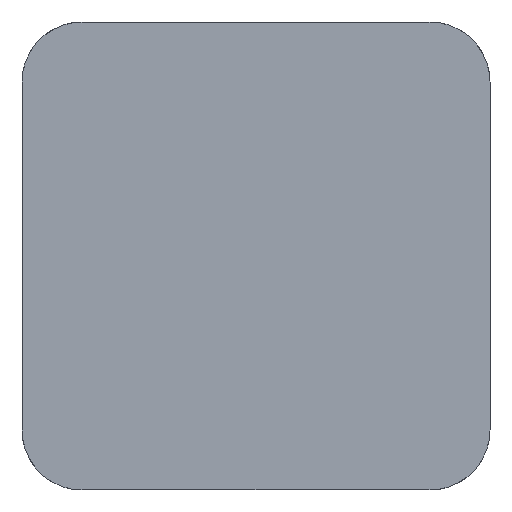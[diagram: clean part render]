
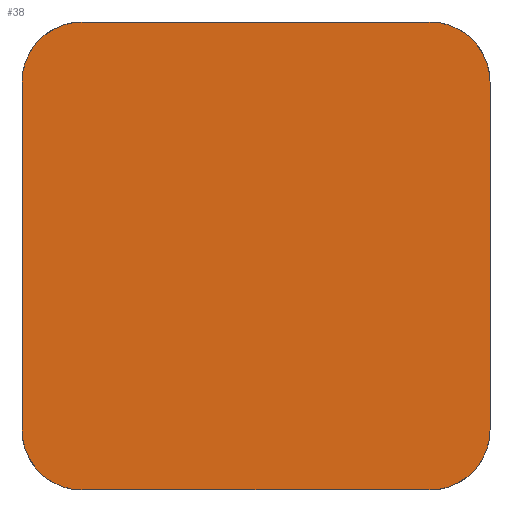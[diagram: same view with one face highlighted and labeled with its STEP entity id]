
A CAD part, left-side view. The second image highlights one B-rep face of the part: STEP entity #38.
In plain terms, the highlighted planar face has unit normal (-1, 0, 0).
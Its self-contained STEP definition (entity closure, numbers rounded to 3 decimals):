
#38=ADVANCED_FACE($,(#127),#1193,.T.);
#127=FACE_OUTER_BOUND($,#216,.T.);
#216=EDGE_LOOP($,(#312,#313,#314,#315,#316,#317,#318,#319,#320,#321,#322,
#323));
#312=ORIENTED_EDGE($,*,*,#727,.T.);
#313=ORIENTED_EDGE($,*,*,#728,.T.);
#314=ORIENTED_EDGE($,*,*,#729,.T.);
#315=ORIENTED_EDGE($,*,*,#730,.T.);
#316=ORIENTED_EDGE($,*,*,#731,.T.);
#317=ORIENTED_EDGE($,*,*,#732,.T.);
#318=ORIENTED_EDGE($,*,*,#733,.T.);
#319=ORIENTED_EDGE($,*,*,#734,.T.);
#320=ORIENTED_EDGE($,*,*,#735,.T.);
#321=ORIENTED_EDGE($,*,*,#736,.T.);
#322=ORIENTED_EDGE($,*,*,#737,.T.);
#323=ORIENTED_EDGE($,*,*,#738,.T.);
#727=EDGE_CURVE($,#964,#965,#1384,.T.);
#728=EDGE_CURVE($,#965,#966,#1214,.T.);
#729=EDGE_CURVE($,#966,#967,#1385,.T.);
#730=EDGE_CURVE($,#967,#968,#1386,.T.);
#731=EDGE_CURVE($,#968,#969,#1387,.T.);
#732=EDGE_CURVE($,#969,#970,#1215,.T.);
#733=EDGE_CURVE($,#970,#971,#1388,.T.);
#734=EDGE_CURVE($,#971,#972,#1216,.T.);
#735=EDGE_CURVE($,#972,#973,#1389,.T.);
#736=EDGE_CURVE($,#973,#974,#1390,.T.);
#737=EDGE_CURVE($,#974,#975,#1391,.T.);
#738=EDGE_CURVE($,#975,#964,#1217,.T.);
#964=VERTEX_POINT($,#1833);
#965=VERTEX_POINT($,#1834);
#966=VERTEX_POINT($,#1835);
#967=VERTEX_POINT($,#1836);
#968=VERTEX_POINT($,#1837);
#969=VERTEX_POINT($,#1838);
#970=VERTEX_POINT($,#1839);
#971=VERTEX_POINT($,#1840);
#972=VERTEX_POINT($,#1841);
#973=VERTEX_POINT($,#1842);
#974=VERTEX_POINT($,#1843);
#975=VERTEX_POINT($,#1844);
#1193=PLANE($,#1541);
#1214=(
BOUNDED_CURVE()
B_SPLINE_CURVE(2,(#1597,#1598,#1599),.UNSPECIFIED.,.F.,.F.)
B_SPLINE_CURVE_WITH_KNOTS((3,3),(-15.708,0.),.UNSPECIFIED.)
CURVE()
GEOMETRIC_REPRESENTATION_ITEM()
RATIONAL_B_SPLINE_CURVE((1.,0.707,1.))
REPRESENTATION_ITEM($)
);
#1215=(
BOUNDED_CURVE()
B_SPLINE_CURVE(2,(#1606,#1607,#1608),.UNSPECIFIED.,.F.,.F.)
B_SPLINE_CURVE_WITH_KNOTS((3,3),(-15.708,0.),.UNSPECIFIED.)
CURVE()
GEOMETRIC_REPRESENTATION_ITEM()
RATIONAL_B_SPLINE_CURVE((1.,0.707,1.))
REPRESENTATION_ITEM($)
);
#1216=(
BOUNDED_CURVE()
B_SPLINE_CURVE(2,(#1611,#1612,#1613),.UNSPECIFIED.,.F.,.F.)
B_SPLINE_CURVE_WITH_KNOTS((3,3),(-15.708,0.),.UNSPECIFIED.)
CURVE()
GEOMETRIC_REPRESENTATION_ITEM()
RATIONAL_B_SPLINE_CURVE((1.,0.707,1.))
REPRESENTATION_ITEM($)
);
#1217=(
BOUNDED_CURVE()
B_SPLINE_CURVE(2,(#1620,#1621,#1622),.UNSPECIFIED.,.F.,.F.)
B_SPLINE_CURVE_WITH_KNOTS((3,3),(-15.708,0.),.UNSPECIFIED.)
CURVE()
GEOMETRIC_REPRESENTATION_ITEM()
RATIONAL_B_SPLINE_CURVE((1.,0.707,1.))
REPRESENTATION_ITEM($)
);
#1384=B_SPLINE_CURVE_WITH_KNOTS($,1,(#1595,#1596),.UNSPECIFIED.,.F.,.F.,
(2,2),(-58.,0.),.UNSPECIFIED.);
#1385=B_SPLINE_CURVE_WITH_KNOTS($,1,(#1600,#1601),.UNSPECIFIED.,.F.,.F.,
(2,2),(-24.45,0.),.UNSPECIFIED.);
#1386=B_SPLINE_CURVE_WITH_KNOTS($,1,(#1602,#1603),.UNSPECIFIED.,.F.,.F.,
(2,2),(-20.297,-11.197),.UNSPECIFIED.);
#1387=B_SPLINE_CURVE_WITH_KNOTS($,1,(#1604,#1605),.UNSPECIFIED.,.F.,.F.,
(2,2),(-24.45,0.),.UNSPECIFIED.);
#1388=B_SPLINE_CURVE_WITH_KNOTS($,1,(#1609,#1610),.UNSPECIFIED.,.F.,.F.,
(2,2),(-58.,0.),.UNSPECIFIED.);
#1389=B_SPLINE_CURVE_WITH_KNOTS($,1,(#1614,#1615),.UNSPECIFIED.,.F.,.F.,
(2,2),(-24.549,0.),.UNSPECIFIED.);
#1390=B_SPLINE_CURVE_WITH_KNOTS($,1,(#1616,#1617),.UNSPECIFIED.,.F.,.F.,
(2,2),(-8.903,0.),.UNSPECIFIED.);
#1391=B_SPLINE_CURVE_WITH_KNOTS($,1,(#1618,#1619),.UNSPECIFIED.,.F.,.F.,
(2,2),(-24.549,0.),.UNSPECIFIED.);
#1541=AXIS2_PLACEMENT_3D($,#1741,#1567,$);
#1567=DIRECTION($,(-1.,0.,0.));
#1595=CARTESIAN_POINT($,(53.067,62.409,-7.439));
#1596=CARTESIAN_POINT($,(53.067,62.409,-65.439));
#1597=CARTESIAN_POINT($,(53.067,62.409,-65.439));
#1598=CARTESIAN_POINT($,(53.067,62.409,-75.439));
#1599=CARTESIAN_POINT($,(53.067,52.409,-75.439));
#1600=CARTESIAN_POINT($,(53.067,52.409,-75.439));
#1601=CARTESIAN_POINT($,(53.067,27.959,-75.439));
#1602=CARTESIAN_POINT($,(53.067,27.959,-75.439));
#1603=CARTESIAN_POINT($,(53.067,18.859,-75.439));
#1604=CARTESIAN_POINT($,(53.067,18.859,-75.439));
#1605=CARTESIAN_POINT($,(53.067,-5.591,-75.439));
#1606=CARTESIAN_POINT($,(53.067,-5.591,-75.439));
#1607=CARTESIAN_POINT($,(53.067,-15.591,-75.439));
#1608=CARTESIAN_POINT($,(53.067,-15.591,-65.439));
#1609=CARTESIAN_POINT($,(53.067,-15.591,-65.439));
#1610=CARTESIAN_POINT($,(53.067,-15.591,-7.439));
#1611=CARTESIAN_POINT($,(53.067,-15.591,-7.439));
#1612=CARTESIAN_POINT($,(53.067,-15.591,2.561));
#1613=CARTESIAN_POINT($,(53.067,-5.591,2.561));
#1614=CARTESIAN_POINT($,(53.067,-5.591,2.561));
#1615=CARTESIAN_POINT($,(53.067,18.958,2.561));
#1616=CARTESIAN_POINT($,(53.067,18.958,2.561));
#1617=CARTESIAN_POINT($,(53.067,27.86,2.561));
#1618=CARTESIAN_POINT($,(53.067,27.86,2.561));
#1619=CARTESIAN_POINT($,(53.067,52.409,2.561));
#1620=CARTESIAN_POINT($,(53.067,52.409,2.561));
#1621=CARTESIAN_POINT($,(53.067,62.409,2.561));
#1622=CARTESIAN_POINT($,(53.067,62.409,-7.439));
#1741=CARTESIAN_POINT($,(53.067,62.409,-75.439));
#1833=CARTESIAN_POINT($,(53.067,62.409,-7.439));
#1834=CARTESIAN_POINT($,(53.067,62.409,-65.439));
#1835=CARTESIAN_POINT($,(53.067,52.409,-75.439));
#1836=CARTESIAN_POINT($,(53.067,27.959,-75.439));
#1837=CARTESIAN_POINT($,(53.067,18.859,-75.439));
#1838=CARTESIAN_POINT($,(53.067,-5.591,-75.439));
#1839=CARTESIAN_POINT($,(53.067,-15.591,-65.439));
#1840=CARTESIAN_POINT($,(53.067,-15.591,-7.439));
#1841=CARTESIAN_POINT($,(53.067,-5.591,2.561));
#1842=CARTESIAN_POINT($,(53.067,18.958,2.561));
#1843=CARTESIAN_POINT($,(53.067,27.86,2.561));
#1844=CARTESIAN_POINT($,(53.067,52.409,2.561));
